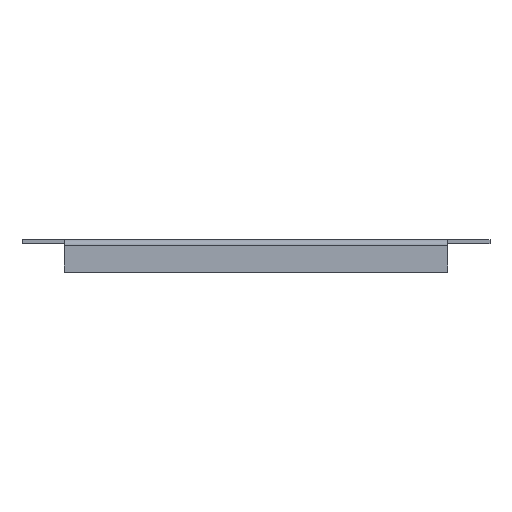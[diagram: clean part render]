
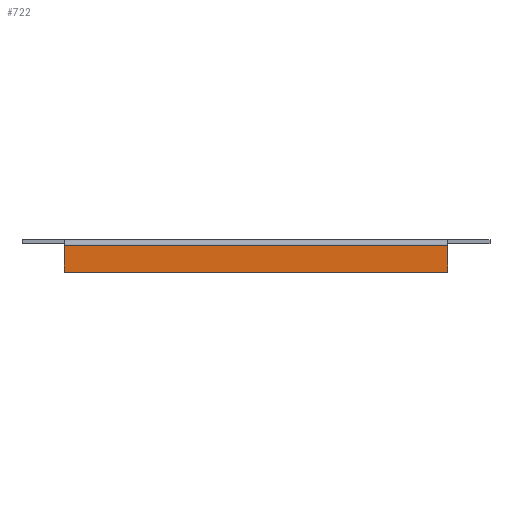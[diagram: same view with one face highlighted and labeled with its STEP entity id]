
A CAD part, front view. The second image highlights one B-rep face of the part: STEP entity #722.
In plain terms, the highlighted planar face has unit normal (0, -1, 0).
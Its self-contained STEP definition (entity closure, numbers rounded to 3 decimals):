
#61 = ORIENTED_EDGE ( 'NONE', *, *, #1405, .F. ) ;
#69 = CARTESIAN_POINT ( 'NONE',  ( 0., -137.5, -3.5 ) ) ;
#370 = FACE_OUTER_BOUND ( 'NONE', #881, .T. ) ;
#372 = LINE ( 'NONE', #1584, #1516 ) ;
#411 = VERTEX_POINT ( 'NONE', #939 ) ;
#469 = CARTESIAN_POINT ( 'NONE',  ( 263.5, -137.5, -20. ) ) ;
#544 = AXIS2_PLACEMENT_3D ( 'NONE', #1898, #956, #1863 ) ;
#679 = DIRECTION ( 'NONE',  ( 0., 0., -1. ) ) ;
#722 = ADVANCED_FACE ( 'NONE', ( #370 ), #1298, .T. ) ;
#766 = LINE ( 'NONE', #1214, #1070 ) ;
#825 = VECTOR ( 'NONE', #978, 1000. ) ;
#881 = EDGE_LOOP ( 'NONE', ( #1020, #1781, #61, #1636 ) ) ;
#939 = CARTESIAN_POINT ( 'NONE',  ( 26., -137.5, -3.5 ) ) ;
#956 = DIRECTION ( 'NONE',  ( 0., -1., 0. ) ) ;
#960 = DIRECTION ( 'NONE',  ( 0., 0., 1. ) ) ;
#978 = DIRECTION ( 'NONE',  ( -1., 0., 0. ) ) ;
#1020 = ORIENTED_EDGE ( 'NONE', *, *, #1436, .F. ) ;
#1070 = VECTOR ( 'NONE', #1238, 1000. ) ;
#1091 = VERTEX_POINT ( 'NONE', #1666 ) ;
#1102 = VECTOR ( 'NONE', #960, 1000. ) ;
#1113 = CARTESIAN_POINT ( 'NONE',  ( 26., -137.5, -2.5 ) ) ;
#1143 = LINE ( 'NONE', #1113, #1102 ) ;
#1214 = CARTESIAN_POINT ( 'NONE',  ( 26., -137.5, -20. ) ) ;
#1225 = VERTEX_POINT ( 'NONE', #469 ) ;
#1238 = DIRECTION ( 'NONE',  ( -1., 0., 0. ) ) ;
#1298 = PLANE ( 'NONE',  #544 ) ;
#1405 = EDGE_CURVE ( 'NONE', #1091, #411, #1143, .T. ) ;
#1421 = LINE ( 'NONE', #69, #825 ) ;
#1435 = EDGE_CURVE ( 'NONE', #1586, #411, #1421, .T. ) ;
#1436 = EDGE_CURVE ( 'NONE', #1586, #1225, #372, .T. ) ;
#1516 = VECTOR ( 'NONE', #679, 1000. ) ;
#1584 = CARTESIAN_POINT ( 'NONE',  ( 263.5, -137.5, -20. ) ) ;
#1586 = VERTEX_POINT ( 'NONE', #1769 ) ;
#1636 = ORIENTED_EDGE ( 'NONE', *, *, #1950, .F. ) ;
#1666 = CARTESIAN_POINT ( 'NONE',  ( 26., -137.5, -20. ) ) ;
#1769 = CARTESIAN_POINT ( 'NONE',  ( 263.5, -137.5, -3.5 ) ) ;
#1781 = ORIENTED_EDGE ( 'NONE', *, *, #1435, .T. ) ;
#1863 = DIRECTION ( 'NONE',  ( 0., 0., -1. ) ) ;
#1898 = CARTESIAN_POINT ( 'NONE',  ( 0., -137.5, 0. ) ) ;
#1950 = EDGE_CURVE ( 'NONE', #1225, #1091, #766, .T. ) ;
